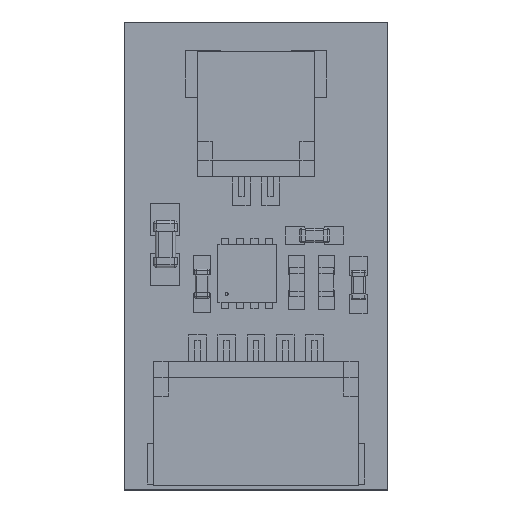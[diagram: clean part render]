
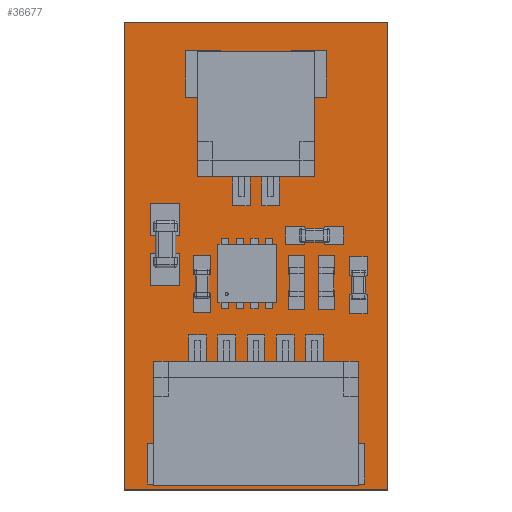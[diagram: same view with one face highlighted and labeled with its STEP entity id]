
A CAD part, top view. The second image highlights one B-rep face of the part: STEP entity #36677.
In plain terms, the highlighted planar face has unit normal (0, 0, 1).
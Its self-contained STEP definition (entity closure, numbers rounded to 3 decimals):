
#36201 = VERTEX_POINT('',#36202);
#36202 = CARTESIAN_POINT('',(15.5,10.,0.6));
#36209 = PLANE('',#36210);
#36210 = AXIS2_PLACEMENT_3D('',#36211,#36212,#36213);
#36211 = CARTESIAN_POINT('',(15.5,10.,0.));
#36212 = DIRECTION('',(0.,1.,0.));
#36213 = DIRECTION('',(1.,0.,0.));
#36221 = PLANE('',#36222);
#36222 = AXIS2_PLACEMENT_3D('',#36223,#36224,#36225);
#36223 = CARTESIAN_POINT('',(15.5,26.,0.));
#36224 = DIRECTION('',(1.,0.,0.));
#36225 = DIRECTION('',(0.,-1.,0.));
#36233 = EDGE_CURVE('',#36201,#36234,#36236,.T.);
#36234 = VERTEX_POINT('',#36235);
#36235 = CARTESIAN_POINT('',(24.5,10.,0.6));
#36236 = SURFACE_CURVE('',#36237,(#36241,#36248),.PCURVE_S1.);
#36237 = LINE('',#36238,#36239);
#36238 = CARTESIAN_POINT('',(15.5,10.,0.6));
#36239 = VECTOR('',#36240,1.);
#36240 = DIRECTION('',(1.,0.,0.));
#36241 = PCURVE('',#36209,#36242);
#36242 = DEFINITIONAL_REPRESENTATION('',(#36243),#36247);
#36243 = LINE('',#36244,#36245);
#36244 = CARTESIAN_POINT('',(0.,-0.6));
#36245 = VECTOR('',#36246,1.);
#36246 = DIRECTION('',(1.,0.));
#36247 = ( GEOMETRIC_REPRESENTATION_CONTEXT(2) 
PARAMETRIC_REPRESENTATION_CONTEXT() REPRESENTATION_CONTEXT('2D SPACE',''
  ) );
#36248 = PCURVE('',#36249,#36254);
#36249 = PLANE('',#36250);
#36250 = AXIS2_PLACEMENT_3D('',#36251,#36252,#36253);
#36251 = CARTESIAN_POINT('',(20.,18.,0.6));
#36252 = DIRECTION('',(0.,0.,1.));
#36253 = DIRECTION('',(1.,0.,-0.));
#36254 = DEFINITIONAL_REPRESENTATION('',(#36255),#36259);
#36255 = LINE('',#36256,#36257);
#36256 = CARTESIAN_POINT('',(-4.5,-8.));
#36257 = VECTOR('',#36258,1.);
#36258 = DIRECTION('',(1.,0.));
#36259 = ( GEOMETRIC_REPRESENTATION_CONTEXT(2) 
PARAMETRIC_REPRESENTATION_CONTEXT() REPRESENTATION_CONTEXT('2D SPACE',''
  ) );
#36277 = PLANE('',#36278);
#36278 = AXIS2_PLACEMENT_3D('',#36279,#36280,#36281);
#36279 = CARTESIAN_POINT('',(24.5,10.,0.));
#36280 = DIRECTION('',(-1.,0.,0.));
#36281 = DIRECTION('',(0.,1.,0.));
#36321 = VERTEX_POINT('',#36322);
#36322 = CARTESIAN_POINT('',(15.5,26.,0.6));
#36336 = PLANE('',#36337);
#36337 = AXIS2_PLACEMENT_3D('',#36338,#36339,#36340);
#36338 = CARTESIAN_POINT('',(24.5,26.,0.));
#36339 = DIRECTION('',(0.,-1.,0.));
#36340 = DIRECTION('',(-1.,0.,0.));
#36348 = EDGE_CURVE('',#36321,#36201,#36349,.T.);
#36349 = SURFACE_CURVE('',#36350,(#36354,#36361),.PCURVE_S1.);
#36350 = LINE('',#36351,#36352);
#36351 = CARTESIAN_POINT('',(15.5,26.,0.6));
#36352 = VECTOR('',#36353,1.);
#36353 = DIRECTION('',(0.,-1.,0.));
#36354 = PCURVE('',#36221,#36355);
#36355 = DEFINITIONAL_REPRESENTATION('',(#36356),#36360);
#36356 = LINE('',#36357,#36358);
#36357 = CARTESIAN_POINT('',(0.,-0.6));
#36358 = VECTOR('',#36359,1.);
#36359 = DIRECTION('',(1.,0.));
#36360 = ( GEOMETRIC_REPRESENTATION_CONTEXT(2) 
PARAMETRIC_REPRESENTATION_CONTEXT() REPRESENTATION_CONTEXT('2D SPACE',''
  ) );
#36361 = PCURVE('',#36249,#36362);
#36362 = DEFINITIONAL_REPRESENTATION('',(#36363),#36367);
#36363 = LINE('',#36364,#36365);
#36364 = CARTESIAN_POINT('',(-4.5,8.));
#36365 = VECTOR('',#36366,1.);
#36366 = DIRECTION('',(0.,-1.));
#36367 = ( GEOMETRIC_REPRESENTATION_CONTEXT(2) 
PARAMETRIC_REPRESENTATION_CONTEXT() REPRESENTATION_CONTEXT('2D SPACE',''
  ) );
#36395 = EDGE_CURVE('',#36234,#36396,#36398,.T.);
#36396 = VERTEX_POINT('',#36397);
#36397 = CARTESIAN_POINT('',(24.5,26.,0.6));
#36398 = SURFACE_CURVE('',#36399,(#36403,#36410),.PCURVE_S1.);
#36399 = LINE('',#36400,#36401);
#36400 = CARTESIAN_POINT('',(24.5,10.,0.6));
#36401 = VECTOR('',#36402,1.);
#36402 = DIRECTION('',(0.,1.,0.));
#36403 = PCURVE('',#36277,#36404);
#36404 = DEFINITIONAL_REPRESENTATION('',(#36405),#36409);
#36405 = LINE('',#36406,#36407);
#36406 = CARTESIAN_POINT('',(0.,-0.6));
#36407 = VECTOR('',#36408,1.);
#36408 = DIRECTION('',(1.,0.));
#36409 = ( GEOMETRIC_REPRESENTATION_CONTEXT(2) 
PARAMETRIC_REPRESENTATION_CONTEXT() REPRESENTATION_CONTEXT('2D SPACE',''
  ) );
#36410 = PCURVE('',#36249,#36411);
#36411 = DEFINITIONAL_REPRESENTATION('',(#36412),#36416);
#36412 = LINE('',#36413,#36414);
#36413 = CARTESIAN_POINT('',(4.5,-8.));
#36414 = VECTOR('',#36415,1.);
#36415 = DIRECTION('',(0.,1.));
#36416 = ( GEOMETRIC_REPRESENTATION_CONTEXT(2) 
PARAMETRIC_REPRESENTATION_CONTEXT() REPRESENTATION_CONTEXT('2D SPACE',''
  ) );
#36466 = EDGE_CURVE('',#36396,#36321,#36467,.T.);
#36467 = SURFACE_CURVE('',#36468,(#36472,#36479),.PCURVE_S1.);
#36468 = LINE('',#36469,#36470);
#36469 = CARTESIAN_POINT('',(24.5,26.,0.6));
#36470 = VECTOR('',#36471,1.);
#36471 = DIRECTION('',(-1.,0.,0.));
#36472 = PCURVE('',#36336,#36473);
#36473 = DEFINITIONAL_REPRESENTATION('',(#36474),#36478);
#36474 = LINE('',#36475,#36476);
#36475 = CARTESIAN_POINT('',(0.,-0.6));
#36476 = VECTOR('',#36477,1.);
#36477 = DIRECTION('',(1.,0.));
#36478 = ( GEOMETRIC_REPRESENTATION_CONTEXT(2) 
PARAMETRIC_REPRESENTATION_CONTEXT() REPRESENTATION_CONTEXT('2D SPACE',''
  ) );
#36479 = PCURVE('',#36249,#36480);
#36480 = DEFINITIONAL_REPRESENTATION('',(#36481),#36485);
#36481 = LINE('',#36482,#36483);
#36482 = CARTESIAN_POINT('',(4.5,8.));
#36483 = VECTOR('',#36484,1.);
#36484 = DIRECTION('',(-1.,0.));
#36485 = ( GEOMETRIC_REPRESENTATION_CONTEXT(2) 
PARAMETRIC_REPRESENTATION_CONTEXT() REPRESENTATION_CONTEXT('2D SPACE',''
  ) );
#36522 = CYLINDRICAL_SURFACE('',#36523,0.341);
#36523 = AXIS2_PLACEMENT_3D('',#36524,#36525,#36526);
#36524 = CARTESIAN_POINT('',(19.,22.5,0.));
#36525 = DIRECTION('',(-0.,-0.,-1.));
#36526 = DIRECTION('',(1.,0.,0.));
#36542 = VERTEX_POINT('',#36543);
#36543 = CARTESIAN_POINT('',(19.341,22.5,0.6));
#36564 = EDGE_CURVE('',#36542,#36542,#36565,.T.);
#36565 = SURFACE_CURVE('',#36566,(#36571,#36578),.PCURVE_S1.);
#36566 = CIRCLE('',#36567,0.341);
#36567 = AXIS2_PLACEMENT_3D('',#36568,#36569,#36570);
#36568 = CARTESIAN_POINT('',(19.,22.5,0.6));
#36569 = DIRECTION('',(0.,0.,1.));
#36570 = DIRECTION('',(1.,0.,-0.));
#36571 = PCURVE('',#36522,#36572);
#36572 = DEFINITIONAL_REPRESENTATION('',(#36573),#36577);
#36573 = LINE('',#36574,#36575);
#36574 = CARTESIAN_POINT('',(6.283,-0.6));
#36575 = VECTOR('',#36576,1.);
#36576 = DIRECTION('',(-1.,0.));
#36577 = ( GEOMETRIC_REPRESENTATION_CONTEXT(2) 
PARAMETRIC_REPRESENTATION_CONTEXT() REPRESENTATION_CONTEXT('2D SPACE',''
  ) );
#36578 = PCURVE('',#36249,#36579);
#36579 = DEFINITIONAL_REPRESENTATION('',(#36580),#36584);
#36580 = CIRCLE('',#36581,0.341);
#36581 = AXIS2_PLACEMENT_2D('',#36582,#36583);
#36582 = CARTESIAN_POINT('',(-1.,4.5));
#36583 = DIRECTION('',(1.,0.));
#36584 = ( GEOMETRIC_REPRESENTATION_CONTEXT(2) 
PARAMETRIC_REPRESENTATION_CONTEXT() REPRESENTATION_CONTEXT('2D SPACE',''
  ) );
#36600 = CYLINDRICAL_SURFACE('',#36601,0.341);
#36601 = AXIS2_PLACEMENT_3D('',#36602,#36603,#36604);
#36602 = CARTESIAN_POINT('',(21.,22.5,0.));
#36603 = DIRECTION('',(-0.,-0.,-1.));
#36604 = DIRECTION('',(1.,0.,0.));
#36620 = VERTEX_POINT('',#36621);
#36621 = CARTESIAN_POINT('',(21.341,22.5,0.6));
#36642 = EDGE_CURVE('',#36620,#36620,#36643,.T.);
#36643 = SURFACE_CURVE('',#36644,(#36649,#36656),.PCURVE_S1.);
#36644 = CIRCLE('',#36645,0.341);
#36645 = AXIS2_PLACEMENT_3D('',#36646,#36647,#36648);
#36646 = CARTESIAN_POINT('',(21.,22.5,0.6));
#36647 = DIRECTION('',(0.,0.,1.));
#36648 = DIRECTION('',(1.,0.,-0.));
#36649 = PCURVE('',#36600,#36650);
#36650 = DEFINITIONAL_REPRESENTATION('',(#36651),#36655);
#36651 = LINE('',#36652,#36653);
#36652 = CARTESIAN_POINT('',(6.283,-0.6));
#36653 = VECTOR('',#36654,1.);
#36654 = DIRECTION('',(-1.,0.));
#36655 = ( GEOMETRIC_REPRESENTATION_CONTEXT(2) 
PARAMETRIC_REPRESENTATION_CONTEXT() REPRESENTATION_CONTEXT('2D SPACE',''
  ) );
#36656 = PCURVE('',#36249,#36657);
#36657 = DEFINITIONAL_REPRESENTATION('',(#36658),#36662);
#36658 = CIRCLE('',#36659,0.341);
#36659 = AXIS2_PLACEMENT_2D('',#36660,#36661);
#36660 = CARTESIAN_POINT('',(1.,4.5));
#36661 = DIRECTION('',(1.,0.));
#36662 = ( GEOMETRIC_REPRESENTATION_CONTEXT(2) 
PARAMETRIC_REPRESENTATION_CONTEXT() REPRESENTATION_CONTEXT('2D SPACE',''
  ) );
#36677 = ADVANCED_FACE('',(#36678,#36684,#36687),#36249,.T.);
#36678 = FACE_BOUND('',#36679,.T.);
#36679 = EDGE_LOOP('',(#36680,#36681,#36682,#36683));
#36680 = ORIENTED_EDGE('',*,*,#36233,.T.);
#36681 = ORIENTED_EDGE('',*,*,#36395,.T.);
#36682 = ORIENTED_EDGE('',*,*,#36466,.T.);
#36683 = ORIENTED_EDGE('',*,*,#36348,.T.);
#36684 = FACE_BOUND('',#36685,.T.);
#36685 = EDGE_LOOP('',(#36686));
#36686 = ORIENTED_EDGE('',*,*,#36564,.F.);
#36687 = FACE_BOUND('',#36688,.T.);
#36688 = EDGE_LOOP('',(#36689));
#36689 = ORIENTED_EDGE('',*,*,#36642,.F.);
